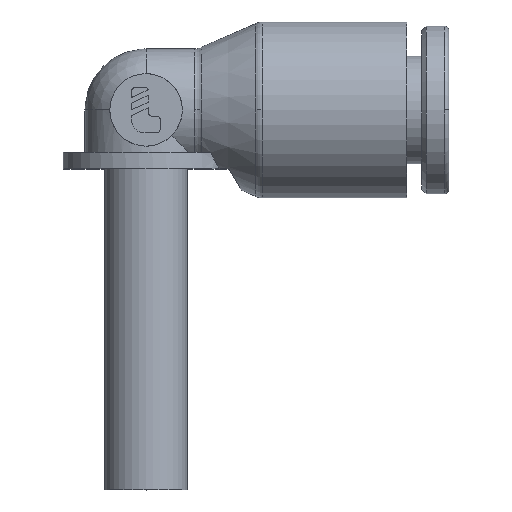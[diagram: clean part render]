
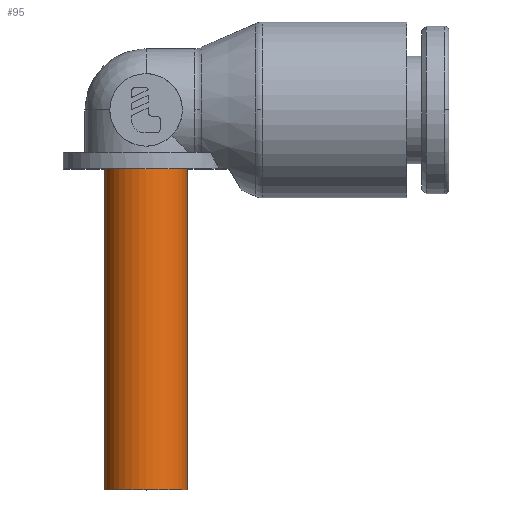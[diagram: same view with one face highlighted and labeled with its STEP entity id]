
A CAD part, top view. The second image highlights one B-rep face of the part: STEP entity #95.
In plain terms, the highlighted cylindrical face has radius 2 mm (diameter 4 mm), a partial arc.
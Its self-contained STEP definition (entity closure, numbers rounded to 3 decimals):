
#95=ADVANCED_FACE('',(#212),#213,.T.);
#212=FACE_OUTER_BOUND('',#348,.T.);
#213=CYLINDRICAL_SURFACE('',#349,2.0);
#348=EDGE_LOOP('',(#784,#785,#786,#787));
#349=AXIS2_PLACEMENT_3D('',#788,#789,#790);
#784=ORIENTED_EDGE('',*,*,#949,.T.);
#785=ORIENTED_EDGE('',*,*,#1057,.F.);
#786=ORIENTED_EDGE('',*,*,#951,.T.);
#787=ORIENTED_EDGE('',*,*,#1058,.F.);
#788=CARTESIAN_POINT('',(0.0,-9.175,0.0));
#789=DIRECTION('',(-0.0,1.0,0.0));
#790=DIRECTION('',(1.0,0.0,0.0));
#949=EDGE_CURVE('',#1152,#1153,#1154,.T.);
#951=EDGE_CURVE('',#1157,#1155,#1158,.T.);
#1057=EDGE_CURVE('',#1157,#1153,#1331,.T.);
#1058=EDGE_CURVE('',#1152,#1155,#1332,.T.);
#1152=VERTEX_POINT('',#1479);
#1153=VERTEX_POINT('',#1480);
#1154=LINE('',#1481,#1482);
#1155=VERTEX_POINT('',#1483);
#1157=VERTEX_POINT('',#1485);
#1158=LINE('',#1486,#1487);
#1331=CIRCLE('',#1926,2.0);
#1332=CIRCLE('',#1927,2.0);
#1479=CARTESIAN_POINT('',(2.0,-18.35,0.0));
#1480=CARTESIAN_POINT('',(2.0,-2.85,0.));
#1481=CARTESIAN_POINT('',(2.0,-9.175,0.));
#1482=VECTOR('',#2045,1.0);
#1483=CARTESIAN_POINT('',(-2.0,-18.35,0.));
#1485=CARTESIAN_POINT('',(-2.0,-2.85,0.));
#1486=CARTESIAN_POINT('',(-2.0,-9.175,0.));
#1487=VECTOR('',#2049,1.0);
#1926=AXIS2_PLACEMENT_3D('',#2229,#2230,#2231);
#1927=AXIS2_PLACEMENT_3D('',#2232,#2233,#2234);
#2045=DIRECTION('',(0.0,1.0,0.0));
#2049=DIRECTION('',(-0.0,-1.0,-0.0));
#2229=CARTESIAN_POINT('',(0.0,-2.85,0.0));
#2230=DIRECTION('',(-0.0,1.0,0.0));
#2231=DIRECTION('',(1.0,0.0,0.0));
#2232=CARTESIAN_POINT('',(0.0,-18.35,0.0));
#2233=DIRECTION('',(0.0,-1.0,0.0));
#2234=DIRECTION('',(1.0,0.0,0.0));
